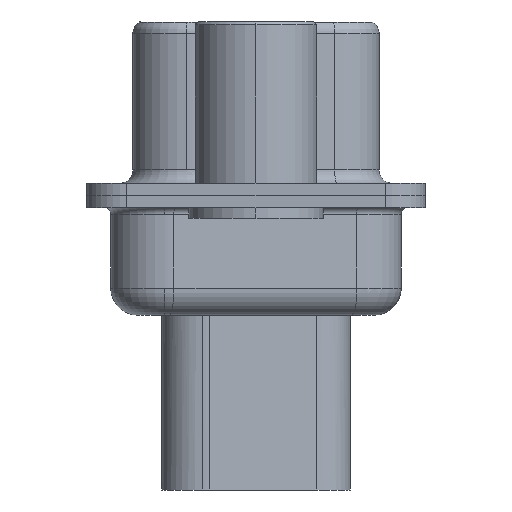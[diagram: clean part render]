
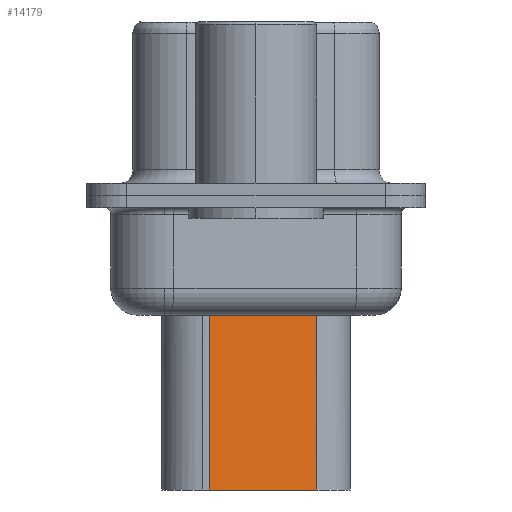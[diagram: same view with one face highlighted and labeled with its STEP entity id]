
A CAD part, left-side view. The second image highlights one B-rep face of the part: STEP entity #14179.
In plain terms, the highlighted planar face has unit normal (-0.985, -0.174, 0).
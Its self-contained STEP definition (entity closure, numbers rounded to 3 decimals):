
#108 = LINE ( 'NONE', #1362, #9323 ) ;
#307 = FACE_OUTER_BOUND ( 'NONE', #4250, .T. ) ;
#1362 = CARTESIAN_POINT ( 'NONE',  ( 4.499, 1.74, -10.95 ) ) ;
#2347 = VERTEX_POINT ( 'NONE', #12140 ) ;
#2431 = CARTESIAN_POINT ( 'NONE',  ( 4.328, 2.709, -3.975 ) ) ;
#2829 = DIRECTION ( 'NONE',  ( 0.174, -0.985, 0. ) ) ;
#2869 = EDGE_CURVE ( 'NONE', #2347, #6414, #8052, .T. ) ;
#3628 = AXIS2_PLACEMENT_3D ( 'NONE', #9899, #14826, #2829 ) ;
#4247 = VECTOR ( 'NONE', #9071, 1000. ) ;
#4250 = EDGE_LOOP ( 'NONE', ( #14229, #14023, #13715, #7157 ) ) ;
#4289 = CARTESIAN_POINT ( 'NONE',  ( 4.499, 1.74, -3.1 ) ) ;
#4863 = LINE ( 'NONE', #10092, #14715 ) ;
#5962 = EDGE_CURVE ( 'NONE', #10894, #12471, #4863, .T. ) ;
#6327 = DIRECTION ( 'NONE',  ( 0., 0., -1. ) ) ;
#6414 = VERTEX_POINT ( 'NONE', #14687 ) ;
#6734 = EDGE_CURVE ( 'NONE', #10894, #2347, #6991, .T. ) ;
#6991 = LINE ( 'NONE', #2431, #8725 ) ;
#7157 = ORIENTED_EDGE ( 'NONE', *, *, #11793, .F. ) ;
#8052 = LINE ( 'NONE', #4289, #4247 ) ;
#8725 = VECTOR ( 'NONE', #9583, 1000. ) ;
#8809 = CARTESIAN_POINT ( 'NONE',  ( 5.204, -2.26, -10.95 ) ) ;
#9071 = DIRECTION ( 'NONE',  ( 0., 0., -1. ) ) ;
#9323 = VECTOR ( 'NONE', #13210, 1000. ) ;
#9583 = DIRECTION ( 'NONE',  ( -0.174, 0.985, 0. ) ) ;
#9899 = CARTESIAN_POINT ( 'NONE',  ( 4.499, 1.74, -3.1 ) ) ;
#10092 = CARTESIAN_POINT ( 'NONE',  ( 5.204, -2.26, -3.1 ) ) ;
#10894 = VERTEX_POINT ( 'NONE', #14712 ) ;
#11304 = PLANE ( 'NONE',  #3628 ) ;
#11793 = EDGE_CURVE ( 'NONE', #12471, #6414, #108, .T. ) ;
#12140 = CARTESIAN_POINT ( 'NONE',  ( 4.499, 1.74, -3.975 ) ) ;
#12471 = VERTEX_POINT ( 'NONE', #8809 ) ;
#13210 = DIRECTION ( 'NONE',  ( -0.174, 0.985, 0. ) ) ;
#13715 = ORIENTED_EDGE ( 'NONE', *, *, #2869, .T. ) ;
#14023 = ORIENTED_EDGE ( 'NONE', *, *, #6734, .T. ) ;
#14179 = ADVANCED_FACE ( 'NONE', ( #307 ), #11304, .T. ) ;
#14229 = ORIENTED_EDGE ( 'NONE', *, *, #5962, .F. ) ;
#14687 = CARTESIAN_POINT ( 'NONE',  ( 4.499, 1.74, -10.95 ) ) ;
#14712 = CARTESIAN_POINT ( 'NONE',  ( 5.204, -2.26, -3.975 ) ) ;
#14715 = VECTOR ( 'NONE', #6327, 1000. ) ;
#14826 = DIRECTION ( 'NONE',  ( -0.985, -0.174, 0. ) ) ;
